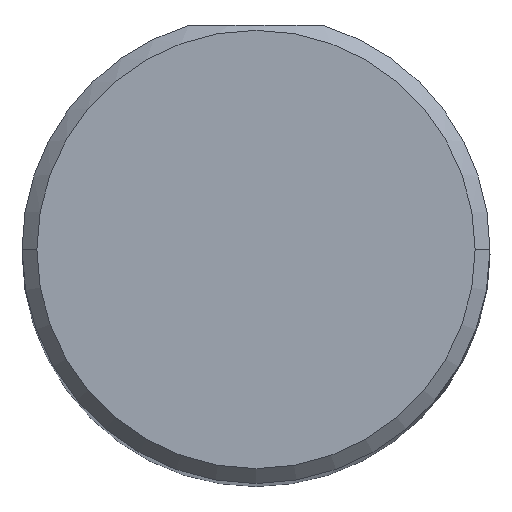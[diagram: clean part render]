
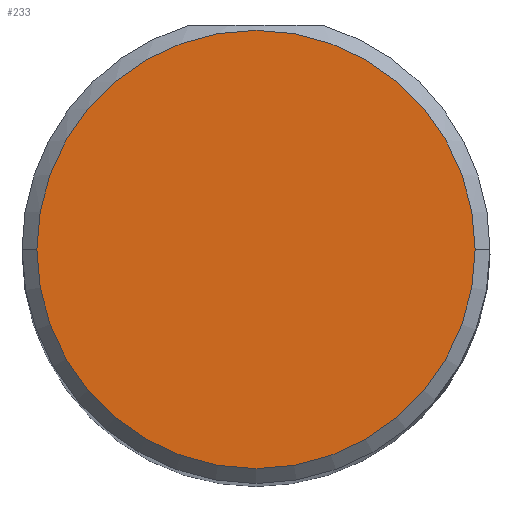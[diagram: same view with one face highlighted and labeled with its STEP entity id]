
A CAD part, top view. The second image highlights one B-rep face of the part: STEP entity #233.
In plain terms, the highlighted planar face has unit normal (0, 0, 1).
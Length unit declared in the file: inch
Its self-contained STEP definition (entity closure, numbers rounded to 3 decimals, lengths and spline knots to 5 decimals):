
#40 = AXIS2_PLACEMENT_3D ( 'NONE', #130, #252, #284 ) ;
#41 = CARTESIAN_POINT ( 'NONE',  ( -0.22122, 0., 3.26772 ) ) ;
#118 = ORIENTED_EDGE ( 'NONE', *, *, #281, .T. ) ;
#130 = CARTESIAN_POINT ( 'NONE',  ( 0., 0., 3.26772 ) ) ;
#131 = AXIS2_PLACEMENT_3D ( 'NONE', #521, #443, #244 ) ;
#168 = EDGE_CURVE ( 'NONE', #444, #386, #200, .T. ) ;
#175 = EDGE_LOOP ( 'NONE', ( #118, #195 ) ) ;
#195 = ORIENTED_EDGE ( 'NONE', *, *, #168, .T. ) ;
#200 = CIRCLE ( 'NONE', #40, 0.22122 ) ;
#219 = CARTESIAN_POINT ( 'NONE',  ( 0., 0., 3.26772 ) ) ;
#233 = ADVANCED_FACE ( 'NONE', ( #419 ), #502, .T. ) ;
#244 = DIRECTION ( 'NONE',  ( 1., 0., 0. ) ) ;
#252 = DIRECTION ( 'NONE',  ( 0., 0., 1. ) ) ;
#281 = EDGE_CURVE ( 'NONE', #386, #444, #287, .T. ) ;
#284 = DIRECTION ( 'NONE',  ( 1., 0., 0. ) ) ;
#287 = CIRCLE ( 'NONE', #131, 0.22122 ) ;
#295 = AXIS2_PLACEMENT_3D ( 'NONE', #219, #346, #472 ) ;
#346 = DIRECTION ( 'NONE',  ( 0., 0., 1. ) ) ;
#386 = VERTEX_POINT ( 'NONE', #41 ) ;
#419 = FACE_OUTER_BOUND ( 'NONE', #175, .T. ) ;
#430 = CARTESIAN_POINT ( 'NONE',  ( 0.22122, 0., 3.26772 ) ) ;
#443 = DIRECTION ( 'NONE',  ( 0., 0., 1. ) ) ;
#444 = VERTEX_POINT ( 'NONE', #430 ) ;
#472 = DIRECTION ( 'NONE',  ( 1., 0., 0. ) ) ;
#502 = PLANE ( 'NONE',  #295 ) ;
#521 = CARTESIAN_POINT ( 'NONE',  ( 0., 0., 3.26772 ) ) ;
